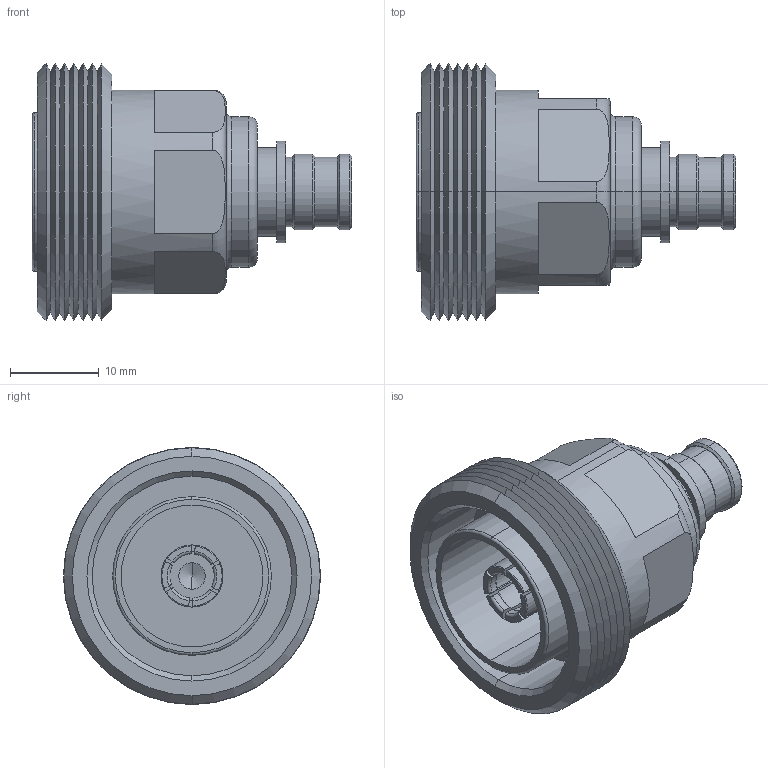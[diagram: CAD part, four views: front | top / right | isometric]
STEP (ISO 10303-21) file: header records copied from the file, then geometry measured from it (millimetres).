
FILE_DESCRIPTION (( 'STEP AP214' ), '1' );
FILE_NAME ('TC-250-716F-LP-LC_3D.STEP', '2021-09-27T17:19:17', ( '' ), ( '' ), 'SwSTEP 2.0', 'SolidWorks 2021', '' );
FILE_SCHEMA (( 'AUTOMOTIVE_DESIGN' ));
Length unit declared in the file: inch
Products named in the file (1): TC-250-716F-LP-LC_3D
Bounding box: 36.07 x 29 x 29 mm (x, y, z)
Volume: 8315.7 mm3; surface area: 5960.5 mm2
Topology: 1 solids, 1 shells, 155 faces, 374 edges, 233 vertices
Faces by surface type: plane 51, cone 48, cylinder 36, torus 20
Entity records: 5327 total; most frequent: CARTESIAN_POINT 1614, DIRECTION 814, ORIENTED_EDGE 744, EDGE_CURVE 372, AXIS2_PLACEMENT_3D 332, VERTEX_POINT 233, CIRCLE 176, EDGE_LOOP 171
